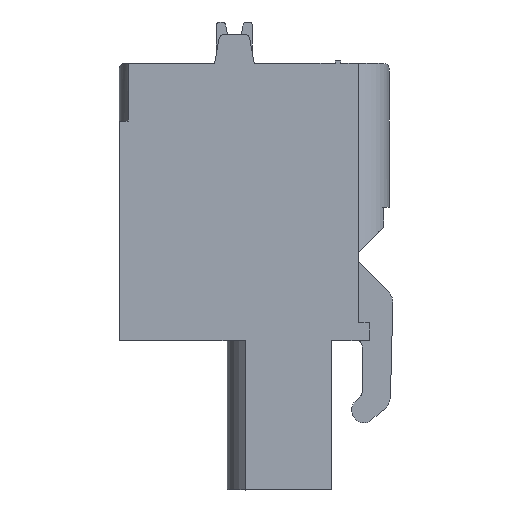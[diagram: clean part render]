
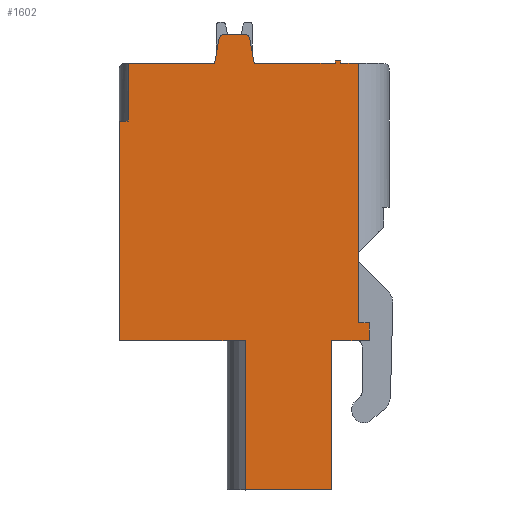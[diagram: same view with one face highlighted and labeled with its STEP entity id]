
A CAD part, left-side view. The second image highlights one B-rep face of the part: STEP entity #1602.
In plain terms, the highlighted planar face has unit normal (-1, 0, 0).
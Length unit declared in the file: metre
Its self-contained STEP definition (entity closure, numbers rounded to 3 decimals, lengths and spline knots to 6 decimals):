
#1602=ADVANCED_FACE('',(#3292),#3293,.F.);
#3292=FACE_OUTER_BOUND('',#5002,.T.);
#3293=PLANE('',#5003);
#5002=EDGE_LOOP('',(#10026,#10027,#10028,#10029,#10030,#10031,#10032,#10033,#10034,#10035,#10036,#10037,#10038,#10039,#10040,#10041,#10042,#10043,#10044,#10045,#10046,#10047));
#5003=AXIS2_PLACEMENT_3D('',#10048,#10049,#10050);
#10026=ORIENTED_EDGE('',*,*,#12161,.F.);
#10027=ORIENTED_EDGE('',*,*,#10481,.T.);
#10028=ORIENTED_EDGE('',*,*,#12164,.T.);
#10029=ORIENTED_EDGE('',*,*,#12089,.T.);
#10030=ORIENTED_EDGE('',*,*,#12085,.T.);
#10031=ORIENTED_EDGE('',*,*,#12082,.T.);
#10032=ORIENTED_EDGE('',*,*,#12168,.T.);
#10033=ORIENTED_EDGE('',*,*,#10477,.T.);
#10034=ORIENTED_EDGE('',*,*,#12172,.F.);
#10035=ORIENTED_EDGE('',*,*,#12282,.F.);
#10036=ORIENTED_EDGE('',*,*,#11704,.T.);
#10037=ORIENTED_EDGE('',*,*,#11719,.T.);
#10038=ORIENTED_EDGE('',*,*,#12306,.T.);
#10039=ORIENTED_EDGE('',*,*,#11742,.T.);
#10040=ORIENTED_EDGE('',*,*,#12324,.T.);
#10041=ORIENTED_EDGE('',*,*,#11764,.T.);
#10042=ORIENTED_EDGE('',*,*,#12326,.T.);
#10043=ORIENTED_EDGE('',*,*,#12246,.F.);
#10044=ORIENTED_EDGE('',*,*,#11805,.T.);
#10045=ORIENTED_EDGE('',*,*,#10489,.T.);
#10046=ORIENTED_EDGE('',*,*,#12156,.T.);
#10047=ORIENTED_EDGE('',*,*,#12078,.T.);
#10048=CARTESIAN_POINT('',(-0.27676,-0.0888,-0.0215));
#10049=DIRECTION('',(1.0,0.,0.));
#10050=DIRECTION('',(0.0,1.0,0.));
#10477=EDGE_CURVE('',#12673,#12671,#12674,.T.);
#10481=EDGE_CURVE('',#12681,#12679,#12682,.T.);
#10489=EDGE_CURVE('',#12697,#12695,#12698,.T.);
#11704=EDGE_CURVE('',#14508,#14506,#14509,.T.);
#11719=EDGE_CURVE('',#14506,#14529,#14531,.T.);
#11742=EDGE_CURVE('',#14570,#14568,#14571,.T.);
#11764=EDGE_CURVE('',#14607,#14605,#14608,.T.);
#11805=EDGE_CURVE('',#14677,#12697,#14678,.T.);
#12078=EDGE_CURVE('',#15098,#15102,#15104,.T.);
#12082=EDGE_CURVE('',#15111,#15109,#15112,.T.);
#12085=EDGE_CURVE('',#15115,#15111,#15116,.T.);
#12089=EDGE_CURVE('',#15121,#15115,#15122,.T.);
#12156=EDGE_CURVE('',#12695,#15098,#15220,.T.);
#12161=EDGE_CURVE('',#12681,#15102,#15225,.T.);
#12164=EDGE_CURVE('',#12679,#15121,#15228,.T.);
#12168=EDGE_CURVE('',#15109,#12673,#15232,.T.);
#12172=EDGE_CURVE('',#15236,#12671,#15238,.T.);
#12246=EDGE_CURVE('',#14677,#15314,#15315,.T.);
#12282=EDGE_CURVE('',#14508,#15236,#15352,.T.);
#12306=EDGE_CURVE('',#14529,#14570,#15376,.T.);
#12324=EDGE_CURVE('',#14568,#14607,#15394,.T.);
#12326=EDGE_CURVE('',#14605,#15314,#15396,.T.);
#12671=VERTEX_POINT('',#15891);
#12673=VERTEX_POINT('',#15894);
#12674=LINE('',#15895,#15896);
#12679=VERTEX_POINT('',#15903);
#12681=VERTEX_POINT('',#15906);
#12682=LINE('',#15907,#15908);
#12695=VERTEX_POINT('',#15926);
#12697=VERTEX_POINT('',#15929);
#12698=LINE('',#15930,#15931);
#14506=VERTEX_POINT('',#18674);
#14508=VERTEX_POINT('',#18677);
#14509=LINE('',#18678,#18679);
#14529=VERTEX_POINT('',#18708);
#14531=LINE('',#18711,#18712);
#14568=VERTEX_POINT('',#18765);
#14570=VERTEX_POINT('',#18768);
#14571=LINE('',#18769,#18770);
#14605=VERTEX_POINT('',#18818);
#14607=VERTEX_POINT('',#18821);
#14608=LINE('',#18822,#18823);
#14677=VERTEX_POINT('',#18929);
#14678=LINE('',#18930,#18931);
#15098=VERTEX_POINT('',#19545);
#15102=VERTEX_POINT('',#19551);
#15104=LINE('',#19554,#19555);
#15109=VERTEX_POINT('',#19560);
#15111=VERTEX_POINT('',#19563);
#15112=CIRCLE('',#19564,0.0003);
#15115=VERTEX_POINT('',#19568);
#15116=LINE('',#19569,#19570);
#15121=VERTEX_POINT('',#19577);
#15122=CIRCLE('',#19578,0.0003);
#15220=LINE('',#19713,#19714);
#15225=LINE('',#19721,#19722);
#15228=LINE('',#19726,#19727);
#15232=LINE('',#19732,#19733);
#15236=VERTEX_POINT('',#19738);
#15238=LINE('',#19741,#19742);
#15314=VERTEX_POINT('',#19854);
#15315=LINE('',#19855,#19856);
#15352=LINE('',#19903,#19904);
#15376=LINE('',#19939,#19940);
#15394=LINE('',#19965,#19966);
#15396=LINE('',#19968,#19969);
#15891=CARTESIAN_POINT('',(-0.27676,-0.0885,-0.0083));
#15894=CARTESIAN_POINT('',(-0.27676,-0.0933,-0.0083));
#15895=CARTESIAN_POINT('',(-0.27676,-0.0883,-0.0083));
#15896=VECTOR('',#20194,1.0);
#15903=CARTESIAN_POINT('',(-0.27676,-0.0955,-0.0083));
#15906=CARTESIAN_POINT('',(-0.27676,-0.1,-0.0083));
#15907=CARTESIAN_POINT('',(-0.27676,-0.0883,-0.0083));
#15908=VECTOR('',#20198,1.0);
#15926=CARTESIAN_POINT('',(-0.27676,-0.1003,-0.0083));
#15929=CARTESIAN_POINT('',(-0.27676,-0.1013,-0.0083));
#15930=CARTESIAN_POINT('',(-0.27676,-0.0883,-0.0083));
#15931=VECTOR('',#20208,1.0);
#18674=CARTESIAN_POINT('',(-0.27676,-0.088,-0.0237));
#18677=CARTESIAN_POINT('',(-0.27676,-0.088,-0.0115));
#18678=CARTESIAN_POINT('',(-0.27676,-0.088,-0.0238));
#18679=VECTOR('',#21373,1.0);
#18708=CARTESIAN_POINT('',(-0.27676,-0.095,-0.0237));
#18711=CARTESIAN_POINT('',(-0.27676,-0.095,-0.0237));
#18712=VECTOR('',#21393,1.0);
#18765=CARTESIAN_POINT('',(-0.27676,-0.0998,-0.032));
#18768=CARTESIAN_POINT('',(-0.27676,-0.095,-0.032));
#18769=CARTESIAN_POINT('',(-0.27676,-0.0998,-0.032));
#18770=VECTOR('',#21420,1.0);
#18818=CARTESIAN_POINT('',(-0.27676,-0.1019,-0.0237));
#18821=CARTESIAN_POINT('',(-0.27676,-0.0998,-0.0237));
#18822=CARTESIAN_POINT('',(-0.27676,-0.1007,-0.0237));
#18823=VECTOR('',#21448,1.0);
#18929=CARTESIAN_POINT('',(-0.27676,-0.1013,-0.0227));
#18930=CARTESIAN_POINT('',(-0.27676,-0.1013,-0.0238));
#18931=VECTOR('',#21481,1.0);
#19545=CARTESIAN_POINT('',(-0.27676,-0.1003,-0.00815));
#19551=CARTESIAN_POINT('',(-0.27676,-0.1,-0.00815));
#19554=CARTESIAN_POINT('',(-0.27676,-0.1,-0.00815));
#19555=VECTOR('',#21761,1.0);
#19560=CARTESIAN_POINT('',(-0.27676,-0.093538,-0.006948));
#19563=CARTESIAN_POINT('',(-0.27676,-0.093834,-0.0067));
#19564=AXIS2_PLACEMENT_3D('',#21766,#21767,#21768);
#19568=CARTESIAN_POINT('',(-0.27676,-0.094966,-0.0067));
#19569=CARTESIAN_POINT('',(-0.27676,-0.095178,-0.0067));
#19570=VECTOR('',#21770,1.0);
#19577=CARTESIAN_POINT('',(-0.27676,-0.095262,-0.006948));
#19578=AXIS2_PLACEMENT_3D('',#21773,#21774,#21775);
#19713=CARTESIAN_POINT('',(-0.27676,-0.1003,-0.0215));
#19714=VECTOR('',#21852,1.0);
#19721=CARTESIAN_POINT('',(-0.27676,-0.1,-0.0083));
#19722=VECTOR('',#21855,1.0);
#19726=CARTESIAN_POINT('',(-0.27676,-0.095218,-0.0067));
#19727=VECTOR('',#21857,1.0);
#19732=CARTESIAN_POINT('',(-0.27676,-0.0933,-0.0083));
#19733=VECTOR('',#21859,1.0);
#19738=CARTESIAN_POINT('',(-0.27676,-0.0885,-0.0115));
#19741=CARTESIAN_POINT('',(-0.27676,-0.0885,-0.0115));
#19742=VECTOR('',#21862,1.0);
#19854=CARTESIAN_POINT('',(-0.27676,-0.1019,-0.0227));
#19855=CARTESIAN_POINT('',(-0.27676,-0.1003,-0.0227));
#19856=VECTOR('',#21905,1.0);
#19903=CARTESIAN_POINT('',(-0.27676,-0.0908,-0.0115));
#19904=VECTOR('',#21940,1.0);
#19939=CARTESIAN_POINT('',(-0.27676,-0.095,-0.032));
#19940=VECTOR('',#21952,1.0);
#19965=CARTESIAN_POINT('',(-0.27676,-0.0998,-0.0237));
#19966=VECTOR('',#21960,1.0);
#19968=CARTESIAN_POINT('',(-0.27676,-0.1019,-0.0238));
#19969=VECTOR('',#21961,1.0);
#20194=DIRECTION('',(0.,1.0,0.));
#20198=DIRECTION('',(0.,1.0,0.));
#20208=DIRECTION('',(0.,1.0,0.));
#21373=DIRECTION('',(0.,0.,-1.0));
#21393=DIRECTION('',(0.0,-1.0,0.0));
#21420=DIRECTION('',(0.0,-1.0,0.));
#21448=DIRECTION('',(0.0,-1.0,0.0));
#21481=DIRECTION('',(0.,0.,1.0));
#21761=DIRECTION('',(0.0,1.0,0.0));
#21766=CARTESIAN_POINT('',(-0.27676,-0.093834,-0.007));
#21767=DIRECTION('',(-1.0,0.0,0.));
#21768=DIRECTION('',(0.,0.0,-1.0));
#21770=DIRECTION('',(0.0,1.0,0.0));
#21773=CARTESIAN_POINT('',(-0.27676,-0.094966,-0.007));
#21774=DIRECTION('',(-1.0,0.0,0.));
#21775=DIRECTION('',(0.,0.0,-1.0));
#21852=DIRECTION('',(0.,0.0,1.0));
#21855=DIRECTION('',(0.,0.0,1.0));
#21857=DIRECTION('',(0.,0.174,0.985));
#21859=DIRECTION('',(0.,0.174,-0.985));
#21862=DIRECTION('',(0.,0.0,1.0));
#21905=DIRECTION('',(0.,-1.0,0.));
#21940=DIRECTION('',(0.,-1.0,0.));
#21952=DIRECTION('',(0.0,0.,-1.0));
#21960=DIRECTION('',(0.0,0.0,1.0));
#21961=DIRECTION('',(0.,0.,1.0));
